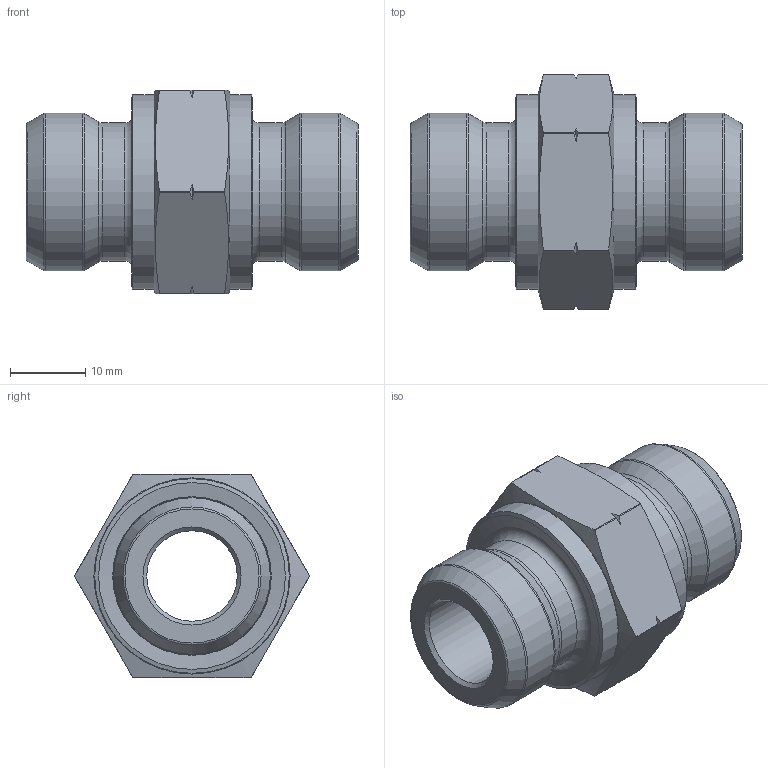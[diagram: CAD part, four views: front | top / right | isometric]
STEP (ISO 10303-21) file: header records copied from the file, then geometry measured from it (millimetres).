
FILE_DESCRIPTION(/* description */ (''),/* implementation_level */ '2;1');
FILE_NAME(/* name */ 'DN16.stp',/* time_stamp */ '2025-01-07T08:23:27+01:00',/* author */ (''),/* organization */ (''),/* preprocessor_version */ 'ST-DEVELOPER v16',/* originating_system */ 'SIEMENS PLM Software NX 10.0',/* authorisation */ '');
FILE_SCHEMA (('CONFIG_CONTROL_DESIGN'));
Length unit declared in the file: millimetre
Products named in the file (1): X-DN1-2
Bounding box: 44 x 31.14 x 27 mm (x, y, z)
Volume: 12921.5 mm3; surface area: 5803 mm2
Topology: 1 solids, 1 shells, 63 faces, 158 edges, 99 vertices
Faces by surface type: cone 24, cylinder 19, plane 10, torus 10
Full cylindrical faces by diameter (mm): 12 x1, 18.3 x2, 20.9 x2, 25.8 x2
Entity records: 2030 total; most frequent: CARTESIAN_POINT 690, ORIENTED_EDGE 244, DIRECTION 228, EDGE_CURVE 122, AXIS2_PLACEMENT_3D 102, EDGE_LOOP 96, VERTEX_POINT 92, FACE_BOUND 66
